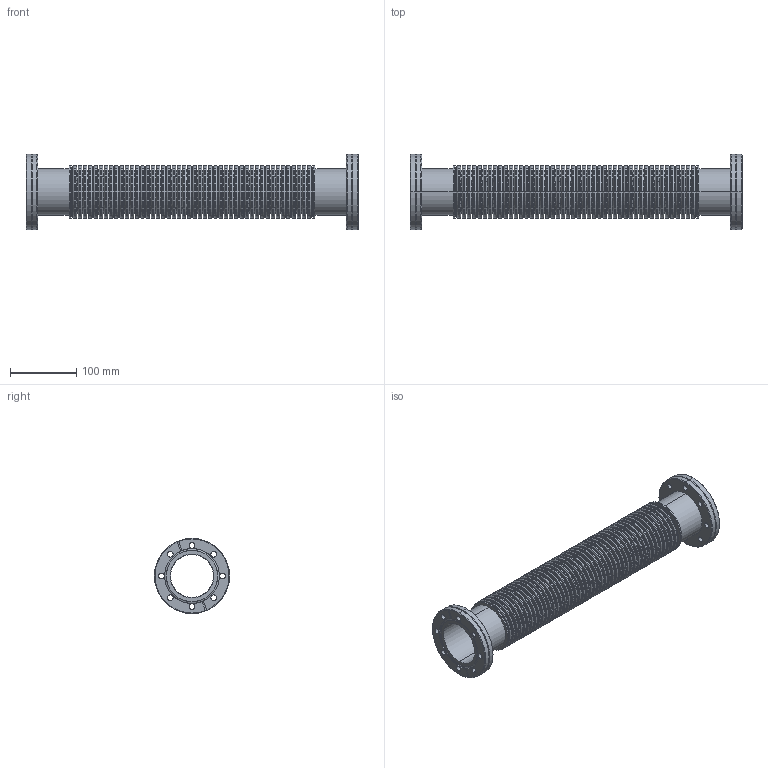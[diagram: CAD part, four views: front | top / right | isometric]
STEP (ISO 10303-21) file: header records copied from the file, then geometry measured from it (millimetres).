
FILE_DESCRIPTION (( 'STEP AP214' ), '1' );
FILE_NAME ('420SWN063-0500.stp', '2017-05-31T12:03:46', ( '' ), ( '' ), 'SwSTEP 2.0', 'SolidWorks 2015', '' );
FILE_SCHEMA (( 'AUTOMOTIVE_DESIGN' ));
Length unit declared in the file: millimetre
Products named in the file (1): 420SWN063-0500
Bounding box: 500 x 113.5 x 113.5 mm (x, y, z)
Volume: 315447.5 mm3; surface area: 536057.6 mm2
Topology: 1 solids, 2 shells, 1424 faces, 2892 edges, 1668 vertices
Faces by surface type: torus 758, cylinder 444, plane 204, cone 18
Entity records: 53658 total; most frequent: DIRECTION 8152, CARTESIAN_POINT 6097, ORIENTED_EDGE 5784, AXIS2_PLACEMENT_3D 3843, EDGE_CURVE 2892, CIRCLE 2418, VERTEX_POINT 1668, EDGE_LOOP 1656
